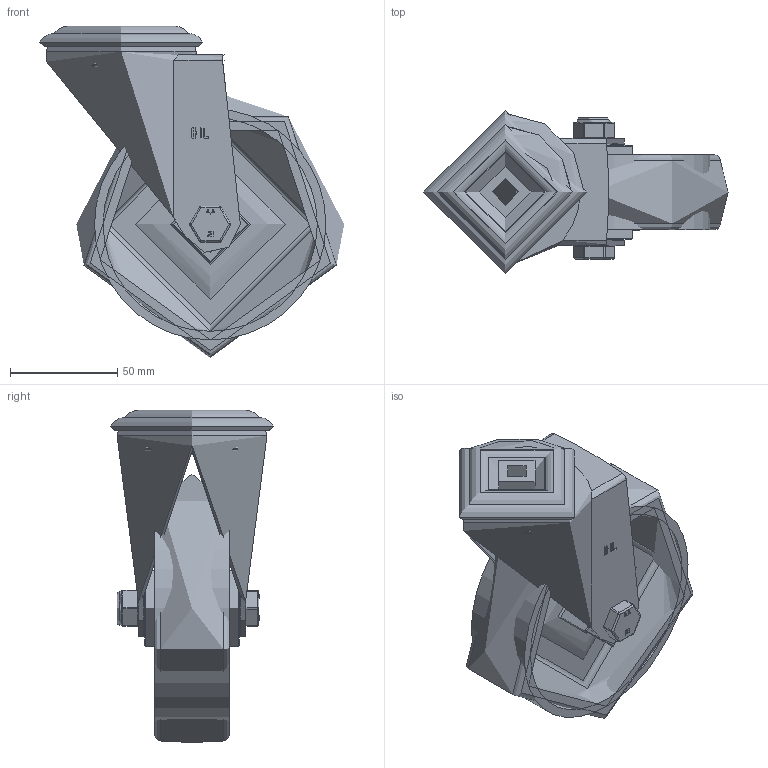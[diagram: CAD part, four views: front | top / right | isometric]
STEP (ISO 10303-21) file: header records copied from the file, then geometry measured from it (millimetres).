
FILE_DESCRIPTION(/* description */ ('','CAx-IF Rec.Pracs.---Representation and Presentation of Product Manufacturing Information (PMI)---4.0---2014-10-13'),/* implementation_level */ '2;1');
FILE_NAME(/* name */ 'BZMM125PNBBH12.step',/* time_stamp */ '2024-12-16T10:09:04Z',/* author */ (''),/* organization */ (''),/* preprocessor_version */ 'ST-DEVELOPER v20',/* originating_system */ 'Autodesk Translation Framework v13.20.0.188',/* authorisation */ '');
FILE_SCHEMA (('AP242_MANAGED_MODEL_BASED_3D_ENGINEERING_MIM_LF { 1 0 10303 442 1 1 4 }'));
Length unit declared in the file: millimetre
Products named in the file (21): BZMM125PNBBH12; BZMM125ASBH12 v1; ZINC PLATED, PRESSED STEEL HEAD; ZINC PLATED, PRESSED STEEL FORKS; BZMM125WPNRB; POLYURETHANE TYRE; NYLON RIM; NYLON RIM Geometry; CAP; ROLLER BEARING; CAGE; Pattern; Component5; TUBEM15X45 v1; ZINC PLATED, STEEL TUBE; HEXBOLTM10X60Z8.8 v2; GRADE 8.8 ZINC PLATED BOLT; NYLOCM10Z v1; NYLOC NUT; RUBBER; NUT
Assembly tree (27 placements, depth 5):
  BZMM125PNBBH12
    BZMM125ASBH12 v1
      ZINC PLATED, PRESSED STEEL HEAD
      ZINC PLATED, PRESSED STEEL FORKS
    BZMM125WPNRB
      POLYURETHANE TYRE
      NYLON RIM
        NYLON RIM Geometry
        CAP
      ROLLER BEARING
        CAGE
        Pattern
          Component5  x8
    TUBEM15X45 v1
      ZINC PLATED, STEEL TUBE
    HEXBOLTM10X60Z8.8 v2
      GRADE 8.8 ZINC PLATED BOLT
    NYLOCM10Z v1
      NYLOC NUT
        RUBBER
        NUT
Bounding box: 142 x 76 x 154.94 mm (x, y, z)
Volume: 296272.9 mm3; surface area: 141518.5 mm2
Topology: 18 solids, 18 shells, 437 faces, 1037 edges, 651 vertices
Faces by surface type: plane 187, cylinder 141, bspline 55, torus 29, sphere 18, cone 7
Full cylindrical faces by diameter (mm): 4 x8, 8.141 x19, 9.85 x20, 10 x3, 10.2 x3, 12 x2, 12.2 x1, 14.95 x1, 15.5 x3, 16 x2, 21.313 x1, 22.75 x1, 23.5 x1, 24 x3, 25.9 x1, 26 x1, 35.5 x2, 38 x1, 49.5 x1, 65 x1, 70 x1, 72 x1, 100 x2, 108 x2
Entity records: 19147 total; most frequent: CARTESIAN_POINT 8987, ORIENTED_EDGE 2032, DIRECTION 1955, EDGE_CURVE 1016, AXIS2_PLACEMENT_3D 733, VERTEX_POINT 637, LINE 489, VECTOR 489
